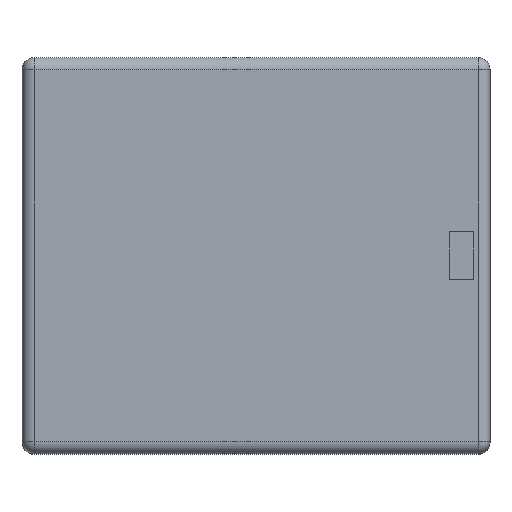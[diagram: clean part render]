
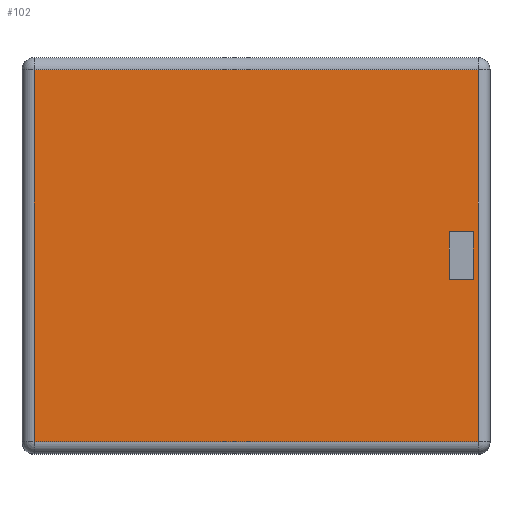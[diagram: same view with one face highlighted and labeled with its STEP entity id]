
A CAD part, top view. The second image highlights one B-rep face of the part: STEP entity #102.
In plain terms, the highlighted planar face has unit normal (0, 0, 1).
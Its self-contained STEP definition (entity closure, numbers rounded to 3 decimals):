
#102=ADVANCED_FACE('',(#525,#527),#529,.T.);
#525=FACE_BOUND('',#526,.T.);
#526=EDGE_LOOP('',(#856,#857,#858,#859));
#527=FACE_OUTER_BOUND('',#528,.T.);
#528=EDGE_LOOP('',(#860,#861,#862,#863));
#529=PLANE('',#530);
#530=AXIS2_PLACEMENT_3D('',#531,#532,#533);
#531=CARTESIAN_POINT('',(0.,0.,16.5));
#532=DIRECTION('',(0.,0.,1.));
#533=DIRECTION('',(1.,0.,0.));
#856=ORIENTED_EDGE('',*,*,#1036,.T.);
#857=ORIENTED_EDGE('',*,*,#1037,.T.);
#858=ORIENTED_EDGE('',*,*,#1038,.T.);
#859=ORIENTED_EDGE('',*,*,#1039,.T.);
#860=ORIENTED_EDGE('',*,*,#1040,.F.);
#861=ORIENTED_EDGE('',*,*,#1041,.F.);
#862=ORIENTED_EDGE('',*,*,#1042,.F.);
#863=ORIENTED_EDGE('',*,*,#1043,.F.);
#1036=EDGE_CURVE('',#1126,#1127,#1128,.F.);
#1037=EDGE_CURVE('',#1127,#1129,#1130,.F.);
#1038=EDGE_CURVE('',#1129,#1131,#1132,.F.);
#1039=EDGE_CURVE('',#1131,#1126,#1133,.F.);
#1040=EDGE_CURVE('',#1134,#1135,#1136,.T.);
#1041=EDGE_CURVE('',#1137,#1134,#1138,.T.);
#1042=EDGE_CURVE('',#1139,#1137,#1140,.T.);
#1043=EDGE_CURVE('',#1135,#1139,#1141,.T.);
#1126=VERTEX_POINT('',#1272);
#1127=VERTEX_POINT('',#1273);
#1128=LINE('',#1274,#1275);
#1129=VERTEX_POINT('',#1277);
#1130=LINE('',#1278,#1279);
#1131=VERTEX_POINT('',#1281);
#1132=LINE('',#1282,#1283);
#1133=LINE('',#1285,#1286);
#1134=VERTEX_POINT('',#1288);
#1135=VERTEX_POINT('',#1289);
#1136=LINE('',#1290,#1291);
#1137=VERTEX_POINT('',#1293);
#1138=LINE('',#1294,#1295);
#1139=VERTEX_POINT('',#1297);
#1140=LINE('',#1298,#1299);
#1141=LINE('',#1301,#1302);
#1272=CARTESIAN_POINT('',(9.05,1.,16.5));
#1273=CARTESIAN_POINT('',(9.05,-1.,16.5));
#1274=CARTESIAN_POINT('',(9.05,-1.,16.5));
#1275=VECTOR('',#1276,1.);
#1276=DIRECTION('',(0.,1.,0.));
#1277=CARTESIAN_POINT('',(8.05,-1.,16.5));
#1278=CARTESIAN_POINT('',(8.05,-1.,16.5));
#1279=VECTOR('',#1280,1.);
#1280=DIRECTION('',(1.,0.,0.));
#1281=CARTESIAN_POINT('',(8.05,1.,16.5));
#1282=CARTESIAN_POINT('',(8.05,1.,16.5));
#1283=VECTOR('',#1284,1.);
#1284=DIRECTION('',(0.,-1.,0.));
#1285=CARTESIAN_POINT('',(9.05,1.,16.5));
#1286=VECTOR('',#1287,1.);
#1287=DIRECTION('',(-1.,0.,0.));
#1288=CARTESIAN_POINT('',(9.25,-7.75,16.5));
#1289=CARTESIAN_POINT('',(-9.25,-7.75,16.5));
#1290=CARTESIAN_POINT('',(9.25,-7.75,16.5));
#1291=VECTOR('',#1292,1.);
#1292=DIRECTION('',(-1.,0.,0.));
#1293=CARTESIAN_POINT('',(9.25,7.75,16.5));
#1294=CARTESIAN_POINT('',(9.25,7.75,16.5));
#1295=VECTOR('',#1296,1.);
#1296=DIRECTION('',(0.,-1.,0.));
#1297=CARTESIAN_POINT('',(-9.25,7.75,16.5));
#1298=CARTESIAN_POINT('',(-9.25,7.75,16.5));
#1299=VECTOR('',#1300,1.);
#1300=DIRECTION('',(1.,0.,0.));
#1301=CARTESIAN_POINT('',(-9.25,-7.75,16.5));
#1302=VECTOR('',#1303,1.);
#1303=DIRECTION('',(0.,1.,0.));
